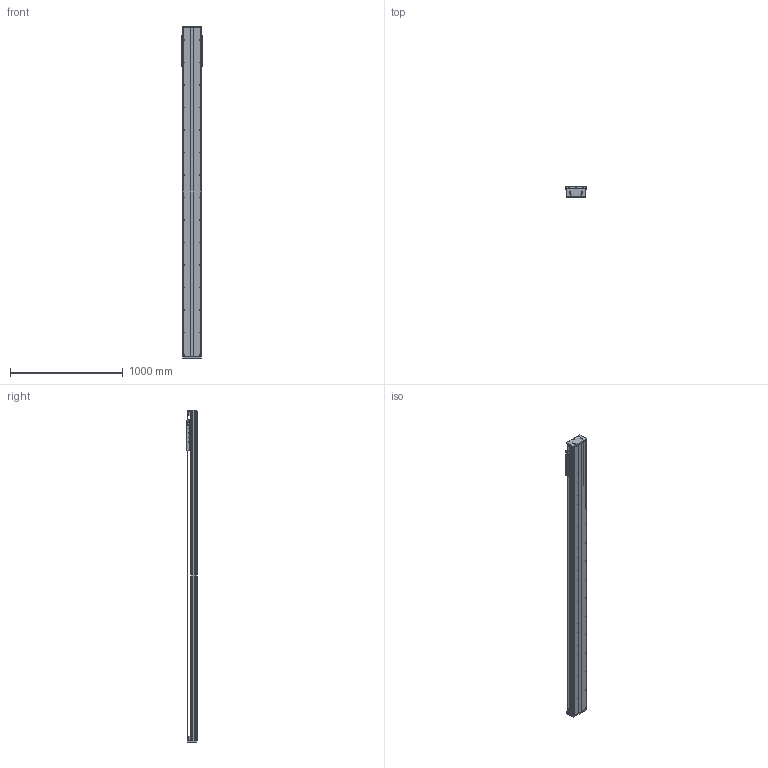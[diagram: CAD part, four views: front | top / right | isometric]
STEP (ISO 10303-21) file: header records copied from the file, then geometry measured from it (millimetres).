
FILE_DESCRIPTION (( 'STEP AP203' ), '1' );
FILE_NAME ('HL160-2500ST.STEP', '2020-08-03T06:24:00', ( '' ), ( '' ), 'SwSTEP 2.0', 'SolidWorks 2013', '' );
FILE_SCHEMA (( 'CONFIG_CONTROL_DESIGN' ));
Length unit declared in the file: millimetre
Products named in the file (30): HL160 SIDE COVER-2500ST; socket head cap screw_am_B18.3.1M - 4 x 0.7 x 10 Hex SHCS -- 10NHX; lm-h3p3b-24p-css0; socket countersunk head screw_am_B18.3.5M - 4 x 0.7 x 8 Socket FCHS  -- 8N; HL160-CARRIER ASSY; SR15W BLOCK_ル遽; HL160 END COVER; HL160 SENSOR DOG; HL160-BASE_2500ST; HL160 UP COVER BRK MAIN; HL150 SCALE BRK; LM-H3P30-xxx-CSS0_(HL160)_2500ST; 渠蘆 犒餌HL160 SIDE COVER-2500ST; HL160 UP COVER BRK sub; HL150 Cable BRK; SR15W RAIL-2500_ル遽; socket head cap screw_am_B18.3.1M - 4 x 0.7 x 16 Hex SHCS -- 16NHX; 渠蘆 犒餌HL150 Cable BRK; SENSOR BRK; HL150 DAMPER; HL160-END COVER ASSY; socket button head cap screw_am_B18.3.4M - 4 x 0.7 x 8 SBHCS --N; EE-SX-674_ル遽; HL160 UP CV-2500ST; socket head cap screw_am_B18.3.1M - 3 x 0.5 x 8 Hex SHCS -- 8NHX; HL160-CARRIER; HL160-2500ST
Assembly tree (90 placements, depth 3):
  socket countersunk head screw_am_B18.3.5M - 4 x 0.7 x 8 Socket FCHS  -- 8N
  HL160-2500ST
    HL160-BASE_2500ST
    LM-H3P30-xxx-CSS0_(HL160)_2500ST
    SR15W RAIL-2500_ル遽  x2
    SENSOR BRK  x2
    EE-SX-674_ル遽  x3
    HL160-CARRIER ASSY
      HL160-CARRIER
      lm-h3p3b-24p-css0
      SR15W BLOCK_ル遽  x4
      HL160 SENSOR DOG
      HL150 SCALE BRK
      HL150 Cable BRK
      渠蘆 犒餌HL150 Cable BRK
      socket button head cap screw_am_B18.3.4M - 4 x 0.7 x 8 SBHCS --N  x4
      socket head cap screw_am_B18.3.1M - 3 x 0.5 x 8 Hex SHCS -- 8NHX  x2
      socket head cap screw_am_B18.3.1M - 4 x 0.7 x 10 Hex SHCS -- 10NHX  x2
    HL160-END COVER ASSY  x2
      HL160 END COVER
      HL160 UP COVER BRK MAIN
      HL160 UP COVER BRK sub
      socket head cap screw_am_B18.3.1M - 4 x 0.7 x 16 Hex SHCS -- 16NHX
      socket button head cap screw_am_B18.3.4M - 4 x 0.7 x 8 SBHCS --N
    HL160 UP CV-2500ST
    HL160 SIDE COVER-2500ST
      HL160 SIDE COVER-2500ST
      socket countersunk head screw_am_B18.3.5M - 4 x 0.7 x 8 Socket FCHS  -- 8N  x15
    渠蘆 犒餌HL160 SIDE COVER-2500ST
      渠蘆 犒餌HL160 SIDE COVER-2500ST
      socket countersunk head screw_am_B18.3.5M - 4 x 0.7 x 8 Socket FCHS  -- 8N  x15
    HL150 DAMPER  x4
Bounding box: 189.4 x 89 x 2950 mm (x, y, z)
Volume: 14023089.1 mm3; surface area: 4943501.6 mm2
Topology: 110 solids, 110 shells, 6195 faces, 16371 edges, 10164 vertices
Faces by surface type: cylinder 2772, plane 2367, cone 864, torus 148, sphere 44
Entity records: 121898 total; most frequent: CARTESIAN_POINT 31346, ORIENTED_EDGE 18022, DIRECTION 17899, EDGE_CURVE 9011, AXIS2_PLACEMENT_3D 6875, VERTEX_POINT 5906, EDGE_LOOP 4221, LINE 4149
